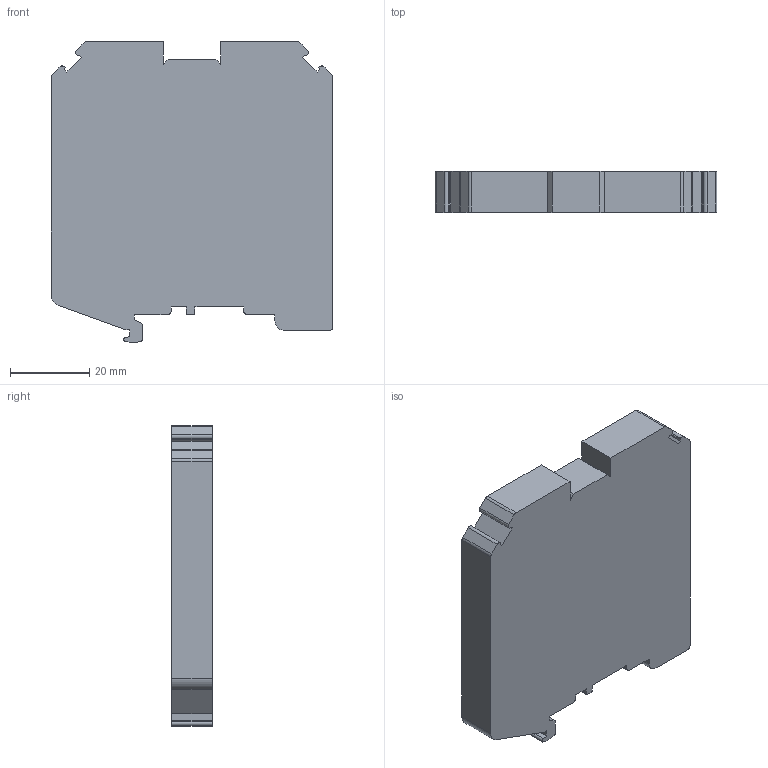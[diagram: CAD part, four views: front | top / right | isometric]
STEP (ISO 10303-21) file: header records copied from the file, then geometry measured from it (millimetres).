
FILE_DESCRIPTION(/* description */ ('Unknown'),/* implementation_level */ '2;1');
FILE_NAME(/* name */ 'KUT50',/* time_stamp */ '2016-11-29T16:02:32+06:00',/* author */ ('Unknown'),/* organization */ ('Unknown'),/* preprocessor_version */ 'ST-DEVELOPER v16',/* originating_system */ 'DEX',/* authorisation */ $);
FILE_SCHEMA (('AUTOMOTIVE_DESIGN {1 0 10303 214 3 1 1}'));
Length unit declared in the file: millimetre
Products named in the file (1): Part3
Bounding box: 71 x 10.25 x 75.8 mm (x, y, z)
Volume: 48957.8 mm3; surface area: 12810 mm2
Topology: 1 solids, 1 shells, 65 faces, 189 edges, 126 vertices
Faces by surface type: plane 47, cylinder 18
Entity records: 2169 total; most frequent: CARTESIAN_POINT 381, ORIENTED_EDGE 378, DIRECTION 357, EDGE_CURVE 189, LINE 153, VECTOR 153, VERTEX_POINT 126, AXIS2_PLACEMENT_3D 102
